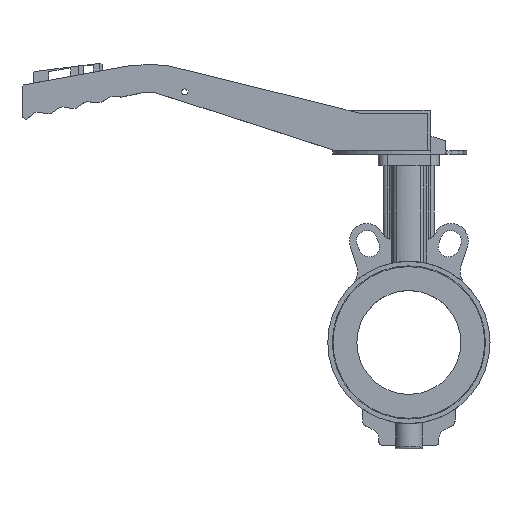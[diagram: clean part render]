
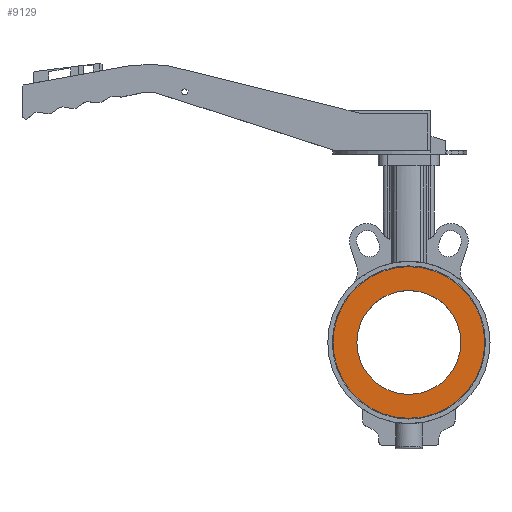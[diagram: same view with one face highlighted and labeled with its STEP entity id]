
A CAD part, top view. The second image highlights one B-rep face of the part: STEP entity #9129.
In plain terms, the highlighted planar face has unit normal (0, 0, 1).
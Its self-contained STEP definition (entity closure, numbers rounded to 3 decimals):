
#7102 = CYLINDRICAL_SURFACE('',#7103,65.7);
#7103 = AXIS2_PLACEMENT_3D('',#7104,#7105,#7106);
#7104 = CARTESIAN_POINT('',(0.,0.,-24.)
  );
#7105 = DIRECTION('',(0.,0.,1.));
#7106 = DIRECTION('',(0.,-1.,0.));
#7896 = VERTEX_POINT('',#7897);
#7897 = CARTESIAN_POINT('',(0.,-65.7,52.));
#7917 = EDGE_CURVE('',#7896,#7896,#7918,.T.);
#7918 = SURFACE_CURVE('',#7919,(#7924,#7931),.PCURVE_S1.);
#7919 = CIRCLE('',#7920,65.7);
#7920 = AXIS2_PLACEMENT_3D('',#7921,#7922,#7923);
#7921 = CARTESIAN_POINT('',(0.,0.,52.)
  );
#7922 = DIRECTION('',(0.,0.,-1.));
#7923 = DIRECTION('',(0.,-1.,0.));
#7924 = PCURVE('',#7102,#7925);
#7925 = DEFINITIONAL_REPRESENTATION('',(#7926),#7930);
#7926 = LINE('',#7927,#7928);
#7927 = CARTESIAN_POINT('',(6.283,76.));
#7928 = VECTOR('',#7929,1.);
#7929 = DIRECTION('',(-1.,0.));
#7930 = ( GEOMETRIC_REPRESENTATION_CONTEXT(2) 
PARAMETRIC_REPRESENTATION_CONTEXT() REPRESENTATION_CONTEXT('2D SPACE',''
  ) );
#7931 = PCURVE('',#7932,#7937);
#7932 = PLANE('',#7933);
#7933 = AXIS2_PLACEMENT_3D('',#7934,#7935,#7936);
#7934 = CARTESIAN_POINT('',(65.7,0.,52.));
#7935 = DIRECTION('',(0.,0.,1.));
#7936 = DIRECTION('',(0.,1.,0.));
#7937 = DEFINITIONAL_REPRESENTATION('',(#7938),#7946);
#7938 = ( BOUNDED_CURVE() B_SPLINE_CURVE(2,(#7939,#7940,#7941,#7942,
#7943,#7944,#7945),.UNSPECIFIED.,.T.,.F.) B_SPLINE_CURVE_WITH_KNOTS((1,2
    ,2,2,2,1),(-2.094,0.,2.094,4.189,
6.283,8.378),.UNSPECIFIED.) CURVE() 
GEOMETRIC_REPRESENTATION_ITEM() RATIONAL_B_SPLINE_CURVE((1.,0.5,1.,0.5,
1.,0.5,1.)) REPRESENTATION_ITEM('') );
#7939 = CARTESIAN_POINT('',(-65.7,65.7));
#7940 = CARTESIAN_POINT('',(-65.7,179.496));
#7941 = CARTESIAN_POINT('',(32.85,122.598));
#7942 = CARTESIAN_POINT('',(131.4,65.7));
#7943 = CARTESIAN_POINT('',(32.85,8.802));
#7944 = CARTESIAN_POINT('',(-65.7,-48.096));
#7945 = CARTESIAN_POINT('',(-65.7,65.7));
#7946 = ( GEOMETRIC_REPRESENTATION_CONTEXT(2) 
PARAMETRIC_REPRESENTATION_CONTEXT() REPRESENTATION_CONTEXT('2D SPACE',''
  ) );
#9129 = ADVANCED_FACE('',(#9130,#9165),#7932,.T.);
#9130 = FACE_BOUND('',#9131,.T.);
#9131 = EDGE_LOOP('',(#9132));
#9132 = ORIENTED_EDGE('',*,*,#9133,.T.);
#9133 = EDGE_CURVE('',#9134,#9134,#9136,.T.);
#9134 = VERTEX_POINT('',#9135);
#9135 = CARTESIAN_POINT('',(0.,-45.,52.));
#9136 = SURFACE_CURVE('',#9137,(#9142,#9153),.PCURVE_S1.);
#9137 = CIRCLE('',#9138,45.);
#9138 = AXIS2_PLACEMENT_3D('',#9139,#9140,#9141);
#9139 = CARTESIAN_POINT('',(0.,0.,52.)
  );
#9140 = DIRECTION('',(0.,0.,-1.));
#9141 = DIRECTION('',(0.,-1.,0.));
#9142 = PCURVE('',#7932,#9143);
#9143 = DEFINITIONAL_REPRESENTATION('',(#9144),#9152);
#9144 = ( BOUNDED_CURVE() B_SPLINE_CURVE(2,(#9145,#9146,#9147,#9148,
#9149,#9150,#9151),.UNSPECIFIED.,.T.,.F.) B_SPLINE_CURVE_WITH_KNOTS((1,2
    ,2,2,2,1),(-2.094,0.,2.094,4.189,
6.283,8.378),.UNSPECIFIED.) CURVE() 
GEOMETRIC_REPRESENTATION_ITEM() RATIONAL_B_SPLINE_CURVE((1.,0.5,1.,0.5,
1.,0.5,1.)) REPRESENTATION_ITEM('') );
#9145 = CARTESIAN_POINT('',(-45.,65.7));
#9146 = CARTESIAN_POINT('',(-45.,143.642));
#9147 = CARTESIAN_POINT('',(22.5,104.671));
#9148 = CARTESIAN_POINT('',(90.,65.7));
#9149 = CARTESIAN_POINT('',(22.5,26.729));
#9150 = CARTESIAN_POINT('',(-45.,-12.242));
#9151 = CARTESIAN_POINT('',(-45.,65.7));
#9152 = ( GEOMETRIC_REPRESENTATION_CONTEXT(2) 
PARAMETRIC_REPRESENTATION_CONTEXT() REPRESENTATION_CONTEXT('2D SPACE',''
  ) );
#9153 = PCURVE('',#9154,#9159);
#9154 = CYLINDRICAL_SURFACE('',#9155,45.);
#9155 = AXIS2_PLACEMENT_3D('',#9156,#9157,#9158);
#9156 = CARTESIAN_POINT('',(0.,0.,-24.)
  );
#9157 = DIRECTION('',(0.,0.,1.));
#9158 = DIRECTION('',(0.,-1.,0.));
#9159 = DEFINITIONAL_REPRESENTATION('',(#9160),#9164);
#9160 = LINE('',#9161,#9162);
#9161 = CARTESIAN_POINT('',(6.283,76.));
#9162 = VECTOR('',#9163,1.);
#9163 = DIRECTION('',(-1.,0.));
#9164 = ( GEOMETRIC_REPRESENTATION_CONTEXT(2) 
PARAMETRIC_REPRESENTATION_CONTEXT() REPRESENTATION_CONTEXT('2D SPACE',''
  ) );
#9165 = FACE_BOUND('',#9166,.T.);
#9166 = EDGE_LOOP('',(#9167));
#9167 = ORIENTED_EDGE('',*,*,#7917,.F.);
